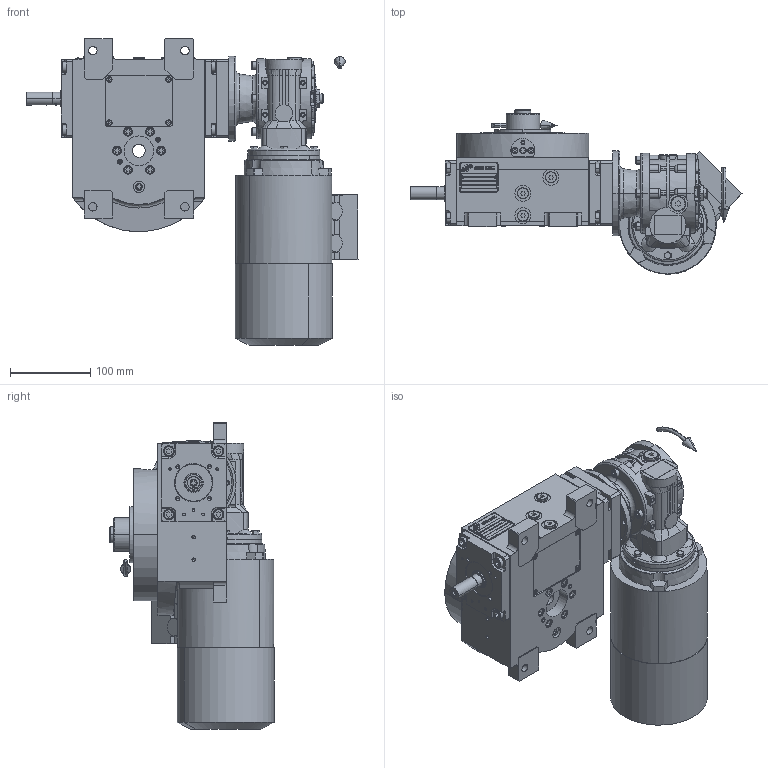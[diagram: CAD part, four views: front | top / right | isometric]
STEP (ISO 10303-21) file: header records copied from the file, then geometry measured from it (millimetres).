
FILE_DESCRIPTION (( 'STEP AP203' ), '1' );
FILE_NAME ('PC5201546.step', '2025-10-06T07:08:51', ( '' ), ( '' ), 'SwSTEP 2.0', 'SolidWorks 2020', '' );
FILE_SCHEMA (( 'CONFIG_CONTROL_DESIGN' ));
Length unit declared in the file: millimetre
Products named in the file (87): cfn2000_01_129; cfn2000_01_147; 900_38_30_003; cfn2155_01_038; CFN2203_02_001.stp; AS_rig04_004; rig04_015; RIG06_021_AF0.stp; cfn2128_04_011; cfn2070_05_001; rig04_004; rig04_014; CFN2010_01_006.stp; cfn2107_01_001; cfn2003_01_063; freccia_angolare; CFN2356_03_051.stp; cfn2155_01_055; cfn2000_01_151; cfn2104_01_002; cfn2115_02_213; cfn2205_01_012; CFN2223_01-390X6-B.stp; CFN2000_01_185.stp; AS_rig04_004_s_001; PC5201546; cfn2476_01_001_48x38; rig04_004_s_002; cfn2077_01_018; rig04_004_s_001; CFN2104_02_017.stp; cfn2115_02_182; cfn2155_01_186; olio_agip_blasia_150; rig04_071_8_m.stp; cfn2104_01_016; AS_rig04_014; cfn2276_01_065; rig04_007_master; cfn2000_01_161 ...
Assembly tree (79 placements, depth 5):
  CFN2203_02_001.stp
  CFN2010_01_006.stp
  CFN2356_03_051.stp
  cfn2115_02_213
  cfn2205_01_012
Bounding box: 414.63 x 204.99 x 382.99 mm (x, y, z)
Volume: 4793356.2 mm3; surface area: 726182.6 mm2
Topology: 82 solids, 82 shells, 3625 faces, 9034 edges, 5781 vertices
Faces by surface type: plane 1693, cylinder 1218, cone 547, torus 143, bspline 18, sphere 6
Entity records: 123623 total; most frequent: CARTESIAN_POINT 29530, DIRECTION 18116, ORIENTED_EDGE 17414, EDGE_CURVE 8707, AXIS2_PLACEMENT_3D 6604, VERTEX_POINT 5636, LINE 4908, VECTOR 4908
